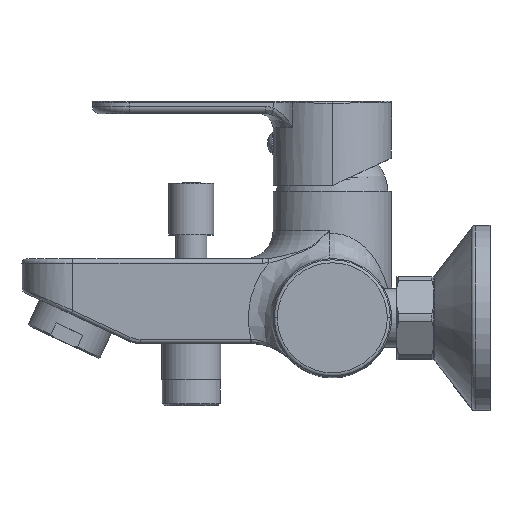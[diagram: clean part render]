
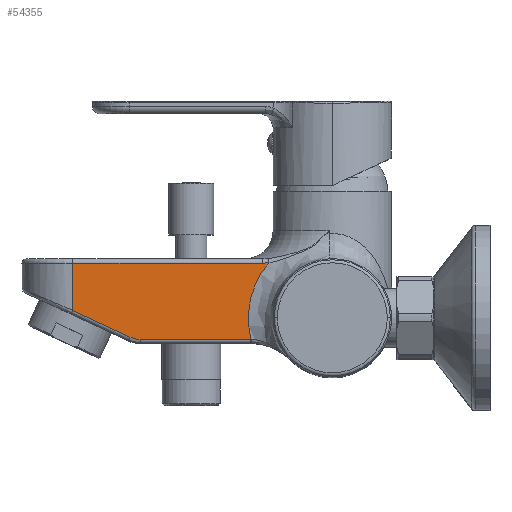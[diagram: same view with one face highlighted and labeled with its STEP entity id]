
A CAD part, top view. The second image highlights one B-rep face of the part: STEP entity #54355.
In plain terms, the highlighted planar face has unit normal (-0.027, 0, 1).
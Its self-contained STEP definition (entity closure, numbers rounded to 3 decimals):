
#4375=DIRECTION('',(-1.,0.,-0.027));
#4376=VECTOR('',#4375,39.141);
#4377=CARTESIAN_POINT('',(-29.024,-7.5,
20.211));
#4378=LINE('',#4377,#4376);
#4389=CARTESIAN_POINT('',(-28.802,-7.501,
20.217));
#4415=CARTESIAN_POINT('',(-22.445,19.626,20.39));
#12683=DIRECTION('',(1.,0.,0.027));
#12684=VECTOR('',#12683,67.363);
#12685=CARTESIAN_POINT('',(-92.004,19.5,18.493));
#12686=LINE('',#12685,#12684);
#12687=CARTESIAN_POINT('',(-28.802,-7.501,
20.217));
#12688=CARTESIAN_POINT('',(-28.886,-7.175,
20.214));
#12689=CARTESIAN_POINT('',(-29.044,-6.518,
20.21));
#12690=CARTESIAN_POINT('',(-29.251,-5.511,
20.204));
#12691=CARTESIAN_POINT('',(-29.424,-4.491,
20.2));
#12692=CARTESIAN_POINT('',(-29.562,-3.461,
20.196));
#12693=CARTESIAN_POINT('',(-29.663,-2.427,
20.193));
#12694=CARTESIAN_POINT('',(-29.729,-1.392,
20.191));
#12695=CARTESIAN_POINT('',(-29.759,-0.355,
20.19));
#12696=CARTESIAN_POINT('',(-29.753,0.683,
20.191));
#12697=CARTESIAN_POINT('',(-29.711,1.72,
20.192));
#12698=CARTESIAN_POINT('',(-29.634,2.754,
20.194));
#12699=CARTESIAN_POINT('',(-29.521,3.784,
20.197));
#12700=CARTESIAN_POINT('',(-29.373,4.809,
20.201));
#12701=CARTESIAN_POINT('',(-29.19,5.827,
20.206));
#12702=CARTESIAN_POINT('',(-28.971,6.838,
20.212));
#12703=CARTESIAN_POINT('',(-28.718,7.841,
20.219));
#12704=CARTESIAN_POINT('',(-28.43,8.837,
20.227));
#12705=CARTESIAN_POINT('',(-28.107,9.824,
20.236));
#12706=CARTESIAN_POINT('',(-27.749,10.8,
20.245));
#12707=CARTESIAN_POINT('',(-27.359,11.762,
20.256));
#12708=CARTESIAN_POINT('',(-26.937,12.709,
20.267));
#12709=CARTESIAN_POINT('',(-26.483,13.638,
20.28));
#12710=CARTESIAN_POINT('',(-25.998,14.55,
20.293));
#12711=CARTESIAN_POINT('',(-25.481,15.445,
20.307));
#12712=CARTESIAN_POINT('',(-24.932,16.326,
20.322));
#12713=CARTESIAN_POINT('',(-24.351,17.188,
20.338));
#12714=CARTESIAN_POINT('',(-23.741,18.029,
20.355));
#12715=CARTESIAN_POINT('',(-23.105,18.844,
20.372));
#12716=CARTESIAN_POINT('',(-22.667,19.368,
20.384));
#12717=CARTESIAN_POINT('',(-22.445,19.626,
20.39));
#12719=CARTESIAN_POINT('',(-29.024,-7.5,
20.211));
#12720=CARTESIAN_POINT('',(-28.95,-7.5,
20.213));
#12721=CARTESIAN_POINT('',(-28.876,-7.5,
20.215));
#12722=CARTESIAN_POINT('',(-28.802,-7.501,
20.217));
#12724=CARTESIAN_POINT('',(-71.743,-6.704,
19.046));
#12725=CARTESIAN_POINT('',(-71.632,-6.755,
19.049));
#12726=CARTESIAN_POINT('',(-71.408,-6.854,
19.055));
#12727=CARTESIAN_POINT('',(-71.063,-6.989,
19.064));
#12728=CARTESIAN_POINT('',(-70.711,-7.108,
19.074));
#12729=CARTESIAN_POINT('',(-70.353,-7.212,
19.084));
#12730=CARTESIAN_POINT('',(-69.991,-7.301,
19.093));
#12731=CARTESIAN_POINT('',(-69.625,-7.374,
19.103));
#12732=CARTESIAN_POINT('',(-69.257,-7.431,
19.113));
#12733=CARTESIAN_POINT('',(-68.887,-7.471,
19.123));
#12734=CARTESIAN_POINT('',(-68.518,-7.495,
19.134));
#12735=CARTESIAN_POINT('',(-68.273,-7.5,
19.14));
#12736=CARTESIAN_POINT('',(-68.151,-7.5,19.144));
#12738=DIRECTION('',(0.906,-0.422,0.025));
#12739=VECTOR('',#12738,22.363);
#12740=CARTESIAN_POINT('',(-92.004,2.744,
18.493));
#12741=LINE('',#12740,#12739);
#12742=CARTESIAN_POINT('',(-22.445,19.626,
20.39));
#12743=CARTESIAN_POINT('',(-22.694,19.598,
20.383));
#12744=CARTESIAN_POINT('',(-23.192,19.552,
20.37));
#12745=CARTESIAN_POINT('',(-23.94,19.509,
20.349));
#12746=CARTESIAN_POINT('',(-24.426,19.5,
20.336));
#12747=CARTESIAN_POINT('',(-24.667,19.5,20.329));
#12856=DIRECTION('',(0.,1.,0.));
#12857=VECTOR('',#12856,16.756);
#12858=CARTESIAN_POINT('',(-92.004,2.744,
18.493));
#12859=LINE('',#12858,#12857);
#31974=VERTEX_POINT('',#4389);
#31976=VERTEX_POINT('',#12719);
#31979=CARTESIAN_POINT('',(-68.151,-7.5,19.144));
#31980=VERTEX_POINT('',#31979);
#31983=VERTEX_POINT('',#12724);
#32003=CARTESIAN_POINT('',(-92.004,19.5,18.493));
#32005=VERTEX_POINT('',#32003);
#32131=CARTESIAN_POINT('',(-92.004,2.744,
18.493));
#32132=VERTEX_POINT('',#32131);
#32269=VERTEX_POINT('',#4415);
#32270=VERTEX_POINT('',#12747);
#54338=CARTESIAN_POINT('',(-1.067,21.,20.973));
#54339=DIRECTION('',(-0.027,0.,1.));
#54340=DIRECTION('',(-1.,0.,-0.027));
#54341=AXIS2_PLACEMENT_3D('',#54338,#54339,#54340);
#54342=PLANE('',#54341);
#54343=ORIENTED_EDGE('',*,*,#42895,.F.);
#54344=ORIENTED_EDGE('',*,*,#42749,.F.);
#54345=ORIENTED_EDGE('',*,*,#42708,.T.);
#54346=ORIENTED_EDGE('',*,*,#42683,.F.);
#54348=ORIENTED_EDGE('',*,*,#54347,.F.);
#54350=ORIENTED_EDGE('',*,*,#54349,.T.);
#54351=ORIENTED_EDGE('',*,*,#54318,.T.);
#54352=ORIENTED_EDGE('',*,*,#54299,.F.);
#54353=EDGE_LOOP('',(#54343,#54344,#54345,#54346,#54348,#54350,#54351,#54352));
#54354=FACE_OUTER_BOUND('',#54353,.F.);
#54355=ADVANCED_FACE('',(#54354),#54342,.T.);
#12718=B_SPLINE_CURVE_WITH_KNOTS('',3,(#12687,#12688,#12689,#12690,#12691,
#12692,#12693,#12694,#12695,#12696,#12697,#12698,#12699,#12700,#12701,#12702,
#12703,#12704,#12705,#12706,#12707,#12708,#12709,#12710,#12711,#12712,#12713,
#12714,#12715,#12716,#12717),.UNSPECIFIED.,.F.,.F.,(4,1,1,1,1,1,1,1,1,1,1,1,1,1,
1,1,1,1,1,1,1,1,1,1,1,1,1,1,4),(0.,0.036,0.071,
0.107,0.143,0.179,0.214,0.25,
0.286,0.321,0.357,0.393,
0.429,0.464,0.5,0.536,0.571,
0.607,0.643,0.679,0.714,0.75,
0.786,0.821,0.857,0.893,
0.929,0.964,1.),.UNSPECIFIED.);
#12723=B_SPLINE_CURVE_WITH_KNOTS('',3,(#12719,#12720,#12721,#12722),
.UNSPECIFIED.,.F.,.F.,(4,4),(0.,1.),.UNSPECIFIED.);
#12737=B_SPLINE_CURVE_WITH_KNOTS('',3,(#12724,#12725,#12726,#12727,#12728,
#12729,#12730,#12731,#12732,#12733,#12734,#12735,#12736),.UNSPECIFIED.,.F.,.F.,(
4,1,1,1,1,1,1,1,1,1,4),(0.,0.1,0.2,0.3,0.4,0.5,0.6,0.7,0.8,
0.9,1.),.UNSPECIFIED.);
#12748=B_SPLINE_CURVE_WITH_KNOTS('',3,(#12742,#12743,#12744,#12745,#12746,
#12747),.UNSPECIFIED.,.F.,.F.,(4,1,1,4),(0.,0.333,
0.667,1.),.UNSPECIFIED.);
#42683=EDGE_CURVE('',#31983,#31980,#12737,.T.);
#42708=EDGE_CURVE('',#31976,#31980,#4378,.T.);
#42749=EDGE_CURVE('',#31976,#31974,#12723,.T.);
#42895=EDGE_CURVE('',#31974,#32269,#12718,.T.);
#54299=EDGE_CURVE('',#32269,#32270,#12748,.T.);
#54318=EDGE_CURVE('',#32005,#32270,#12686,.T.);
#54347=EDGE_CURVE('',#32132,#31983,#12741,.T.);
#54349=EDGE_CURVE('',#32132,#32005,#12859,.T.);
